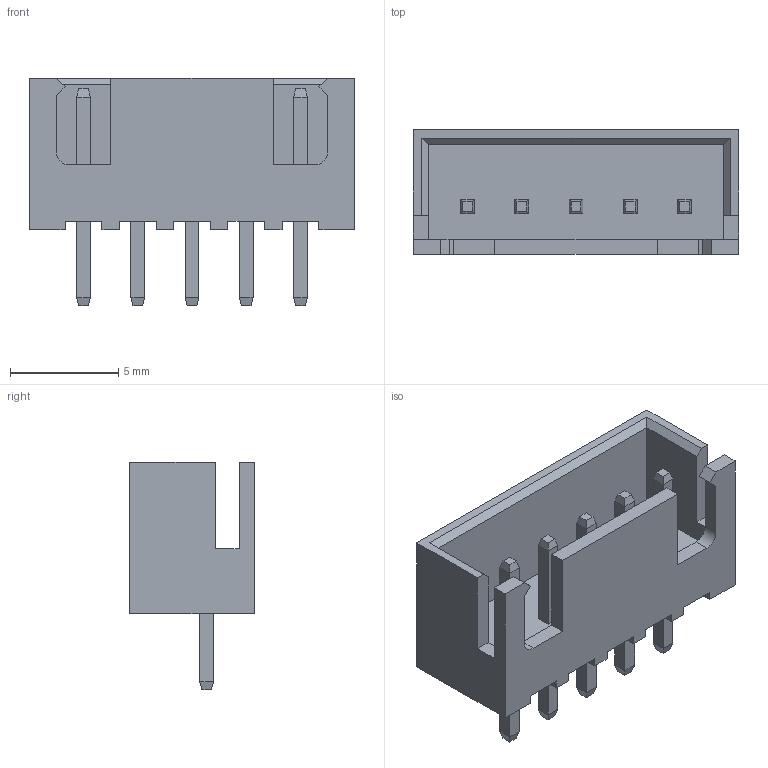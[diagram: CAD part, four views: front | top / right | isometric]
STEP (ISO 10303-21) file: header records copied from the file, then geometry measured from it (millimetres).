
FILE_DESCRIPTION (( 'STEP AP214' ), '1' );
FILE_NAME ('F124A37F-FE88-48A5-8357-552F5117918A.STEP', '2025-01-01T19:37:55', ( '' ), ( '' ), 'SwSTEP 2.0', 'SolidWorks 2022', '' );
FILE_SCHEMA (( 'AUTOMOTIVE_DESIGN' ));
Length unit declared in the file: millimetre
Products named in the file (1): F124A37F-FE88-48A5-8357-552F5117918A
Bounding box: 15 x 5.75 x 10.5 mm (x, y, z)
Volume: 284.4 mm3; surface area: 725.2 mm2
Topology: 1 solids, 1 shells, 143 faces, 351 edges, 220 vertices
Faces by surface type: plane 141, cylinder 2
Entity records: 4690 total; most frequent: CARTESIAN_POINT 715, ORIENTED_EDGE 702, DIRECTION 643, EDGE_CURVE 351, VECTOR 347, LINE 347, VERTEX_POINT 220, EDGE_LOOP 153
